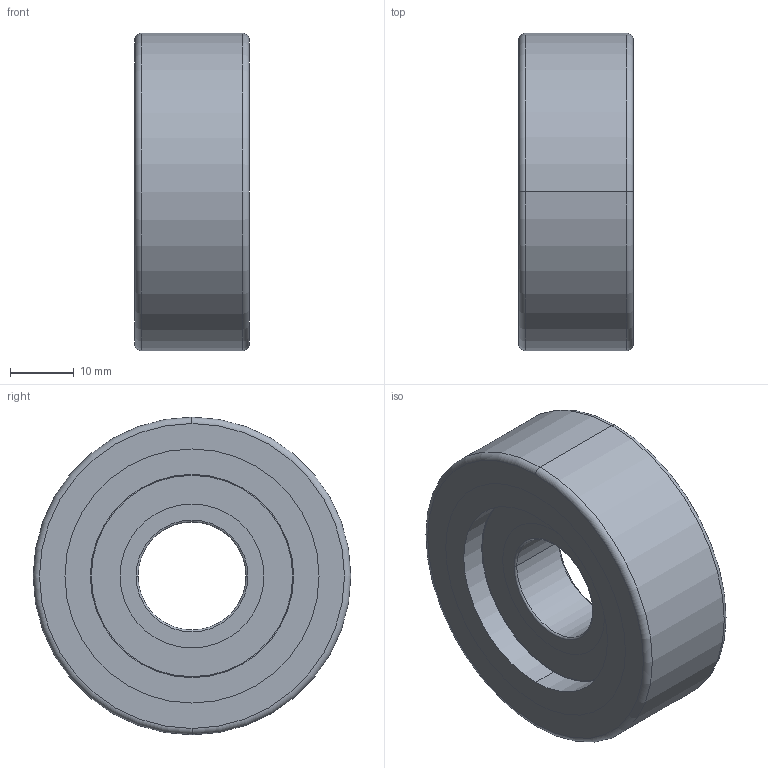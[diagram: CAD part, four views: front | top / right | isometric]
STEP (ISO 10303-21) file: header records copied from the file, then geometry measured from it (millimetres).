
FILE_DESCRIPTION (( 'STEP AP214' ), '1' );
FILE_NAME ('0033181.step', '2023-11-27T10:24:07', ( '' ), ( '' ), 'SwSTEP 2.0', 'SolidWorks 2020', '' );
FILE_SCHEMA (( 'AUTOMOTIVE_DESIGN' ));
Length unit declared in the file: millimetre
Products named in the file (1): 0033181
Bounding box: 18 x 50 x 50 mm (x, y, z)
Volume: 25225.7 mm3; surface area: 20034.1 mm2
Topology: 8 solids, 8 shells, 97 faces, 208 edges, 130 vertices
Faces by surface type: cylinder 52, plane 23, torus 22
Entity records: 3878 total; most frequent: DIRECTION 548, CARTESIAN_POINT 436, ORIENTED_EDGE 416, AXIS2_PLACEMENT_3D 242, EDGE_CURVE 208, CIRCLE 144, VERTEX_POINT 130, EDGE_LOOP 118
